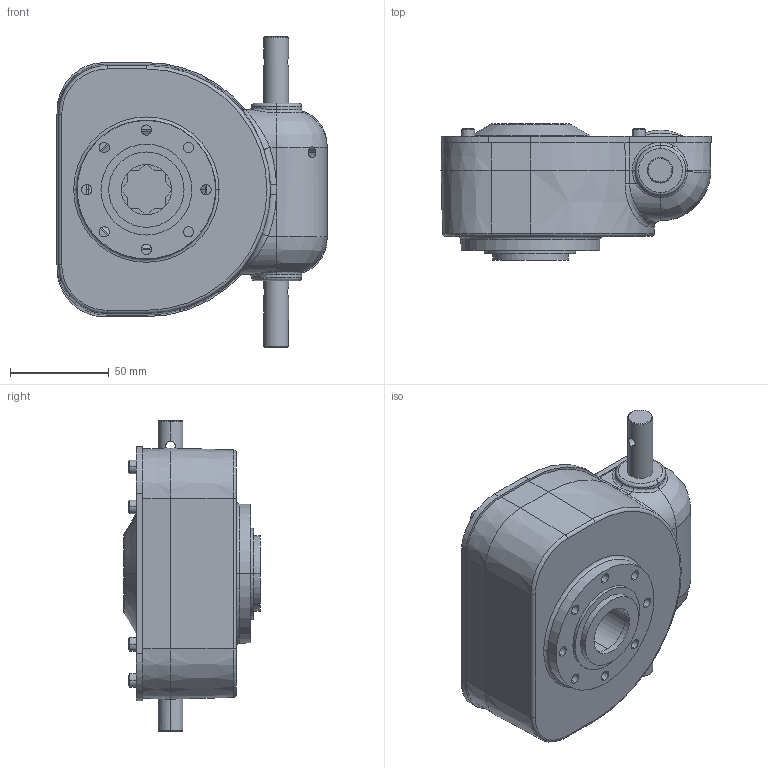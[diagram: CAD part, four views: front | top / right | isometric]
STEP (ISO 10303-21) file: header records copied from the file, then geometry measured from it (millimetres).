
FILE_DESCRIPTION((''),'2;1');
FILE_NAME('D41648_SW0001','2012-11-19T',('jhabe'),(''),'PRO/ENGINEER BY PARAMETRIC TECHNOLOGY CORPORATION, 2011310','PRO/ENGINEER BY PARAMETRIC TECHNOLOGY CORPORATION, 2011310','');
FILE_SCHEMA(('CONFIG_CONTROL_DESIGN'));
Length unit declared in the file: inch
Products named in the file (1): D41648_SW0001
Bounding box: 136.65 x 68.91 x 156.92 mm (x, y, z)
Surface area: 128533.6 mm2 (no closed solid volume)
Topology: 0 solids, 9 shells, 542 faces, 1351 edges, 834 vertices
Faces by surface type: plane 172, cylinder 144, bspline 93, torus 75, cone 46, sphere 12
Entity records: 20855 total; most frequent: CARTESIAN_POINT 8394, ORIENTED_EDGE 2625, DIRECTION 2507, EDGE_CURVE 1351, AXIS2_PLACEMENT_3D 976, VERTEX_POINT 834, EDGE_LOOP 599, VECTOR 555
